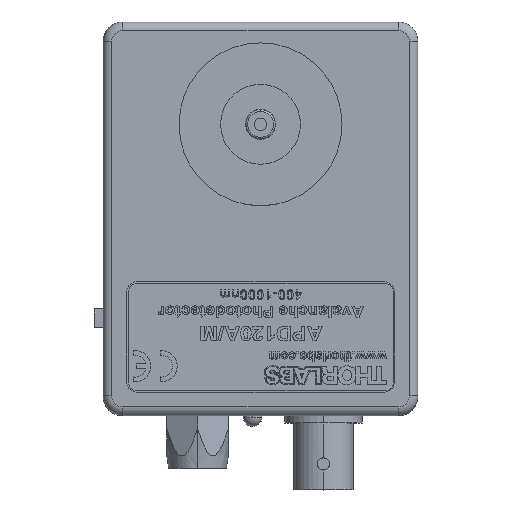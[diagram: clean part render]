
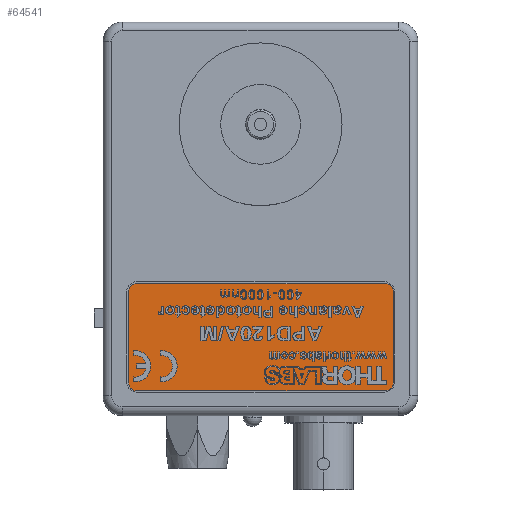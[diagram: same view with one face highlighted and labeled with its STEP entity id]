
A CAD part, top view. The second image highlights one B-rep face of the part: STEP entity #64541.
In plain terms, the highlighted face is planar.
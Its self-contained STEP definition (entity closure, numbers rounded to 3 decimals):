
#745 = FACE_OUTER_BOUND ( 'NONE', #60663, .T. ) ;
#32798 = ORIENTED_EDGE ( 'NONE', *, *, #62946, .T. ) ;
#32800 = ORIENTED_EDGE ( 'NONE', *, *, #62967, .T. ) ;
#41180 = VERTEX_POINT ( 'NONE', #83936 ) ;
#41190 = VERTEX_POINT ( 'NONE', #83941 ) ;
#41207 = VERTEX_POINT ( 'NONE', #83949 ) ;
#41211 = VERTEX_POINT ( 'NONE', #83951 ) ;
#41222 = VERTEX_POINT ( 'NONE', #83956 ) ;
#41249 = VERTEX_POINT ( 'NONE', #83969 ) ;
#42325 = VERTEX_POINT ( 'NONE', #84350 ) ;
#42453 = VERTEX_POINT ( 'NONE', #84411 ) ;
#49449 = AXIS2_PLACEMENT_3D ( 'NONE', #69970, #69972, #69974 ) ;
#49456 = AXIS2_PLACEMENT_3D ( 'NONE', #70608, #70609, #70610 ) ;
#49473 = AXIS2_PLACEMENT_3D ( 'NONE', #70655, #70656, #70657 ) ;
#49477 = AXIS2_PLACEMENT_3D ( 'NONE', #70660, #70661, #70662 ) ;
#50610 = AXIS2_PLACEMENT_3D ( 'NONE', #70524, #70533, #70534 ) ;
#58765 = ORIENTED_EDGE ( 'NONE', *, *, #62987, .T. ) ;
#58769 = ORIENTED_EDGE ( 'NONE', *, *, #62918, .T. ) ;
#58784 = ORIENTED_EDGE ( 'NONE', *, *, #63002, .T. ) ;
#58786 = ORIENTED_EDGE ( 'NONE', *, *, #63014, .T. ) ;
#59098 = ORIENTED_EDGE ( 'NONE', *, *, #62991, .T. ) ;
#59099 = ORIENTED_EDGE ( 'NONE', *, *, #63017, .T. ) ;
#60663 = EDGE_LOOP ( 'NONE', ( #58784, #58786, #32798, #32800, #59098, #59099, #58765, #58769 ) ) ;
#62918 = EDGE_CURVE ( 'NONE', #41190, #41222, #87262, .T. ) ;
#62946 = EDGE_CURVE ( 'NONE', #42453, #42325, #87307, .T. ) ;
#62967 = EDGE_CURVE ( 'NONE', #42325, #41180, #87338, .T. ) ;
#62987 = EDGE_CURVE ( 'NONE', #41207, #41190, #87375, .T. ) ;
#62991 = EDGE_CURVE ( 'NONE', #41180, #41249, #87383, .T. ) ;
#63002 = EDGE_CURVE ( 'NONE', #41222, #41211, #87396, .T. ) ;
#63014 = EDGE_CURVE ( 'NONE', #41211, #42453, #87416, .T. ) ;
#63017 = EDGE_CURVE ( 'NONE', #41249, #41207, #87424, .T. ) ;
#64541 = ADVANCED_FACE ( 'NONE', ( #745 ), #70531, .F. ) ;
#69970 = CARTESIAN_POINT ( 'NONE',  ( 41.402, 0.25, -16.002 ) ) ;
#69972 = DIRECTION ( 'NONE',  ( 0., 1., 0. ) ) ;
#69974 = DIRECTION ( 'NONE',  ( 0., 0., -1. ) ) ;
#70524 = CARTESIAN_POINT ( 'NONE',  ( 0., 0.25, -17.272 ) ) ;
#70531 = PLANE ( 'NONE',  #50610 ) ;
#70533 = DIRECTION ( 'NONE',  ( 0., -1., 0. ) ) ;
#70534 = DIRECTION ( 'NONE',  ( 0., 0., -1. ) ) ;
#70586 = CARTESIAN_POINT ( 'NONE',  ( 0., 0.25, 0. ) ) ;
#70587 = DIRECTION ( 'NONE',  ( 0., 0., 1. ) ) ;
#70608 = CARTESIAN_POINT ( 'NONE',  ( 1.27, 0.25, -1.27 ) ) ;
#70609 = DIRECTION ( 'NONE',  ( 0., 1., 0. ) ) ;
#70610 = DIRECTION ( 'NONE',  ( 0., 0., -1. ) ) ;
#70624 = CARTESIAN_POINT ( 'NONE',  ( 42.672, 0.25, 0. ) ) ;
#70625 = DIRECTION ( 'NONE',  ( 0., 0., -1. ) ) ;
#70628 = CARTESIAN_POINT ( 'NONE',  ( 0., 0.25, 0. ) ) ;
#70629 = DIRECTION ( 'NONE',  ( 1., 0., 0. ) ) ;
#70642 = CARTESIAN_POINT ( 'NONE',  ( 0., 0.25, -17.272 ) ) ;
#70643 = DIRECTION ( 'NONE',  ( -1., 0., 0. ) ) ;
#70655 = CARTESIAN_POINT ( 'NONE',  ( 1.27, 0.25, -16.002 ) ) ;
#70656 = DIRECTION ( 'NONE',  ( 0., 1., 0. ) ) ;
#70657 = DIRECTION ( 'NONE',  ( 0., 0., -1. ) ) ;
#70660 = CARTESIAN_POINT ( 'NONE',  ( 41.402, 0.25, -1.27 ) ) ;
#70661 = DIRECTION ( 'NONE',  ( 0., 1., 0. ) ) ;
#70662 = DIRECTION ( 'NONE',  ( 0., 0., -1. ) ) ;
#83936 = CARTESIAN_POINT ( 'NONE',  ( 1.27, 0.25, 0. ) ) ;
#83941 = CARTESIAN_POINT ( 'NONE',  ( 42.672, 0.25, -16.002 ) ) ;
#83949 = CARTESIAN_POINT ( 'NONE',  ( 42.672, 0.25, -1.27 ) ) ;
#83951 = CARTESIAN_POINT ( 'NONE',  ( 1.27, 0.25, -17.272 ) ) ;
#83956 = CARTESIAN_POINT ( 'NONE',  ( 41.402, 0.25, -17.272 ) ) ;
#83969 = CARTESIAN_POINT ( 'NONE',  ( 41.402, 0.25, 0. ) ) ;
#84350 = CARTESIAN_POINT ( 'NONE',  ( 0., 0.25, -1.27 ) ) ;
#84411 = CARTESIAN_POINT ( 'NONE',  ( 0., 0.25, -16.002 ) ) ;
#87262 = CIRCLE ( 'NONE', #49449, 1.27 ) ;
#87307 = LINE ( 'NONE', #70586, #87313 ) ;
#87313 = VECTOR ( 'NONE', #70587, 1000. ) ;
#87338 = CIRCLE ( 'NONE', #49456, 1.27 ) ;
#87375 = LINE ( 'NONE', #70624, #87381 ) ;
#87381 = VECTOR ( 'NONE', #70625, 1000. ) ;
#87383 = LINE ( 'NONE', #70628, #87390 ) ;
#87390 = VECTOR ( 'NONE', #70629, 1000. ) ;
#87396 = LINE ( 'NONE', #70642, #87403 ) ;
#87403 = VECTOR ( 'NONE', #70643, 1000. ) ;
#87416 = CIRCLE ( 'NONE', #49473, 1.27 ) ;
#87424 = CIRCLE ( 'NONE', #49477, 1.27 ) ;
